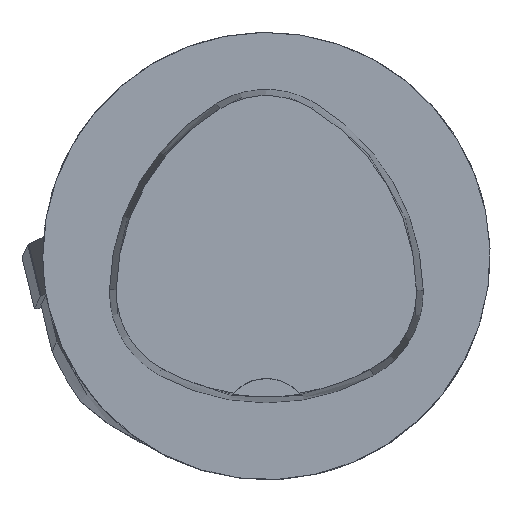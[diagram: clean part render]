
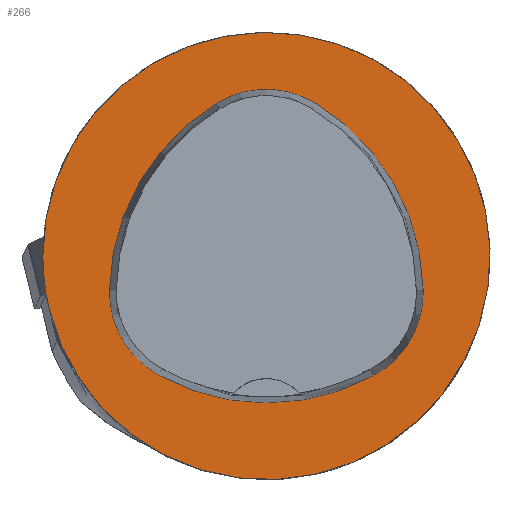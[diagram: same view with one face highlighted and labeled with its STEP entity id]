
A CAD part, top view. The second image highlights one B-rep face of the part: STEP entity #266.
In plain terms, the highlighted planar face has unit normal (0, 0, 1).
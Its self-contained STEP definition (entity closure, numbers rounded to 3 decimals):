
#118=FACE_BOUND('',#528,.T.);
#119=FACE_BOUND('',#529,.T.);
#171=CIRCLE('',#2012,20.);
#172=CIRCLE('',#2022,20.);
#174=CIRCLE('',#2025,8.5);
#176=CIRCLE('',#2028,20.);
#178=CIRCLE('',#2031,8.5);
#182=CIRCLE('',#2036,20.);
#184=CIRCLE('',#2039,8.5);
#266=ADVANCED_FACE('',(#118,#119),#350,.T.);
#350=PLANE('',#2044);
#528=EDGE_LOOP('',(#848,#849,#850,#851,#852,#853));
#529=EDGE_LOOP('',(#854));
#848=ORIENTED_EDGE('',*,*,#1465,.T.);
#849=ORIENTED_EDGE('',*,*,#1445,.T.);
#850=ORIENTED_EDGE('',*,*,#1449,.T.);
#851=ORIENTED_EDGE('',*,*,#1452,.T.);
#852=ORIENTED_EDGE('',*,*,#1455,.T.);
#853=ORIENTED_EDGE('',*,*,#1463,.T.);
#854=ORIENTED_EDGE('',*,*,#1428,.F.);
#1228=VERTEX_POINT('',#3052);
#1245=VERTEX_POINT('',#3087);
#1246=VERTEX_POINT('',#3088);
#1249=VERTEX_POINT('',#3096);
#1251=VERTEX_POINT('',#3102);
#1253=VERTEX_POINT('',#3108);
#1260=VERTEX_POINT('',#3129);
#1428=EDGE_CURVE('',#1228,#1228,#171,.T.);
#1445=EDGE_CURVE('',#1245,#1246,#172,.T.);
#1449=EDGE_CURVE('',#1246,#1249,#174,.T.);
#1452=EDGE_CURVE('',#1249,#1251,#176,.T.);
#1455=EDGE_CURVE('',#1251,#1253,#178,.T.);
#1463=EDGE_CURVE('',#1253,#1260,#182,.T.);
#1465=EDGE_CURVE('',#1260,#1245,#184,.T.);
#2012=AXIS2_PLACEMENT_3D('',#3051,#2325,#2326);
#2022=AXIS2_PLACEMENT_3D('',#3086,#2353,#2354);
#2025=AXIS2_PLACEMENT_3D('',#3095,#2361,#2362);
#2028=AXIS2_PLACEMENT_3D('',#3101,#2368,#2369);
#2031=AXIS2_PLACEMENT_3D('',#3107,#2375,#2376);
#2036=AXIS2_PLACEMENT_3D('',#3130,#2387,#2388);
#2039=AXIS2_PLACEMENT_3D('',#3133,#2393,#2394);
#2044=AXIS2_PLACEMENT_3D('',#3138,#2403,#2404);
#2325=DIRECTION('',(0.,0.,-1.));
#2326=DIRECTION('',(-1.,0.,0.));
#2353=DIRECTION('',(0.,0.,-1.));
#2354=DIRECTION('',(-1.,0.,0.));
#2361=DIRECTION('',(0.,0.,-1.));
#2362=DIRECTION('',(-1.,0.,0.));
#2368=DIRECTION('',(0.,0.,-1.));
#2369=DIRECTION('',(-1.,0.,0.));
#2375=DIRECTION('',(0.,0.,-1.));
#2376=DIRECTION('',(-1.,0.,0.));
#2387=DIRECTION('',(0.,0.,-1.));
#2388=DIRECTION('',(-1.,0.,0.));
#2393=DIRECTION('',(0.,0.,-1.));
#2394=DIRECTION('',(-1.,0.,0.));
#2403=DIRECTION('',(0.,0.,1.));
#2404=DIRECTION('',(-1.,0.,0.));
#3051=CARTESIAN_POINT('',(0.,0.,0.));
#3052=CARTESIAN_POINT('',(-20.,0.,0.));
#3086=CARTESIAN_POINT('',(5.955,-3.414,0.));
#3087=CARTESIAN_POINT('',(-14.041,-3.042,0.));
#3088=CARTESIAN_POINT('',(-4.472,13.653,0.));
#3095=CARTESIAN_POINT('',(-0.04,6.4,0.));
#3096=CARTESIAN_POINT('',(4.347,13.68,0.));
#3101=CARTESIAN_POINT('',(-5.976,-3.45,0.));
#3102=CARTESIAN_POINT('',(14.021,-3.075,0.));
#3107=CARTESIAN_POINT('',(5.522,-3.235,0.));
#3108=CARTESIAN_POINT('',(9.588,-10.699,0.));
#3129=CARTESIAN_POINT('',(-9.655,-10.639,0.));
#3130=CARTESIAN_POINT('',(0.022,6.864,0.));
#3133=CARTESIAN_POINT('',(-5.543,-3.2,0.));
#3138=CARTESIAN_POINT('',(0.,0.,0.));
